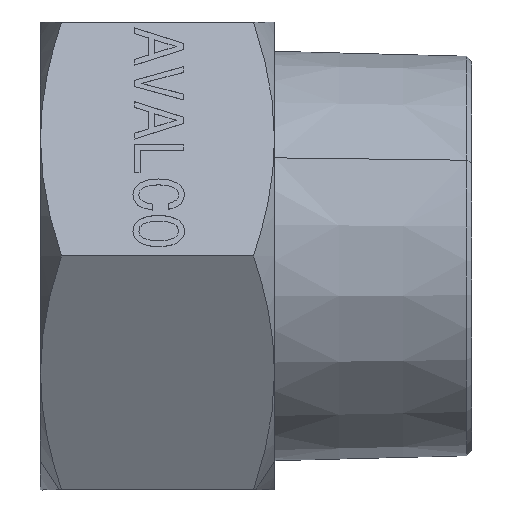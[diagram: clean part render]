
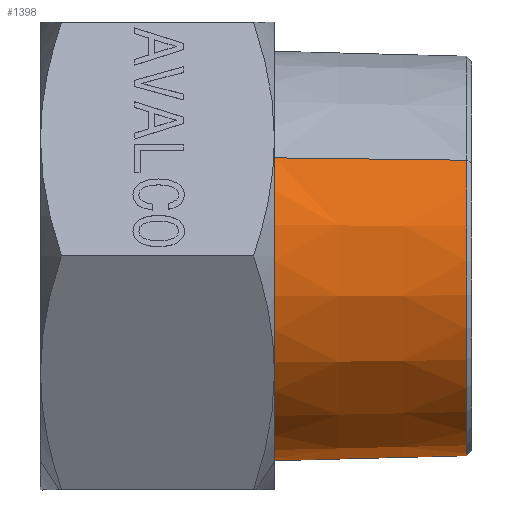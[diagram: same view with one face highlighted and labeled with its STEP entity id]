
A CAD part, left-side view. The second image highlights one B-rep face of the part: STEP entity #1398.
In plain terms, the highlighted conical face has half-angle 1.47 degrees and reference radius 16.214 mm.
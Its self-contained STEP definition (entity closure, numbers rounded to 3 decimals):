
#1337=CARTESIAN_POINT('Axis2P3D Location',(0.,16.,0.)) ;
#1341=CARTESIAN_POINT('Vertex',(14.589,16.,-7.97)) ;
#1343=CARTESIAN_POINT('Vertex',(-14.589,16.,7.97)) ;
#1356=CARTESIAN_POINT('Axis2P3D Location',(0.,0.,0.)) ;
#1361=CARTESIAN_POINT('Line Origine',(14.409,8.,-7.872)) ;
#1365=CARTESIAN_POINT('Vertex',(14.238,0.4,-7.778)) ;
#1368=CARTESIAN_POINT('Line Origine',(-14.409,8.,7.872)) ;
#1372=CARTESIAN_POINT('Vertex',(-14.238,0.4,7.778)) ;
#1387=CARTESIAN_POINT('Axis2P3D Location',(0.,0.4,0.)) ;
#1338=DIRECTION('Axis2P3D Direction',(0.,1.,0.)) ;
#1357=DIRECTION('Axis2P3D Direction',(0.,1.,0.)) ;
#1358=DIRECTION('Axis2P3D XDirection',(-0.878,0.,0.479)) ;
#1362=DIRECTION('Vector Direction',(0.023,1.,-0.012)) ;
#1369=DIRECTION('Vector Direction',(-0.023,1.,0.012)) ;
#1388=DIRECTION('Axis2P3D Direction',(0.,1.,0.)) ;
#1339=AXIS2_PLACEMENT_3D('Circle Axis2P3D',#1337,#1338,$) ;
#1359=AXIS2_PLACEMENT_3D('Cone Axis2P3D',#1356,#1357,#1358) ;
#1389=AXIS2_PLACEMENT_3D('Circle Axis2P3D',#1387,#1388,$) ;
#1393=ORIENTED_EDGE('',*,*,#1374,.F.) ;
#1394=ORIENTED_EDGE('',*,*,#1345,.F.) ;
#1395=ORIENTED_EDGE('',*,*,#1367,.T.) ;
#1396=ORIENTED_EDGE('',*,*,#1391,.T.) ;
#1363=VECTOR('Line Direction',#1362,1.) ;
#1370=VECTOR('Line Direction',#1369,1.) ;
#1398=ADVANCED_FACE('Corps principal',(#1397),#1360,.T.) ;
#1340=CIRCLE('generated circle',#1339,16.625) ;
#1390=CIRCLE('generated circle',#1389,16.224) ;
#1360=CONICAL_SURFACE('Cone',#1359,16.214,0.026) ;
#1345=EDGE_CURVE('',#1342,#1344,#1340,.T.) ;
#1367=EDGE_CURVE('',#1342,#1366,#1364,.F.) ;
#1374=EDGE_CURVE('',#1344,#1373,#1371,.F.) ;
#1391=EDGE_CURVE('',#1366,#1373,#1390,.T.) ;
#1392=EDGE_LOOP('',(#1393,#1394,#1395,#1396)) ;
#1397=FACE_OUTER_BOUND('',#1392,.T.) ;
#1364=LINE('Line',#1361,#1363) ;
#1371=LINE('Line',#1368,#1370) ;
#1342=VERTEX_POINT('',#1341) ;
#1344=VERTEX_POINT('',#1343) ;
#1366=VERTEX_POINT('',#1365) ;
#1373=VERTEX_POINT('',#1372) ;
